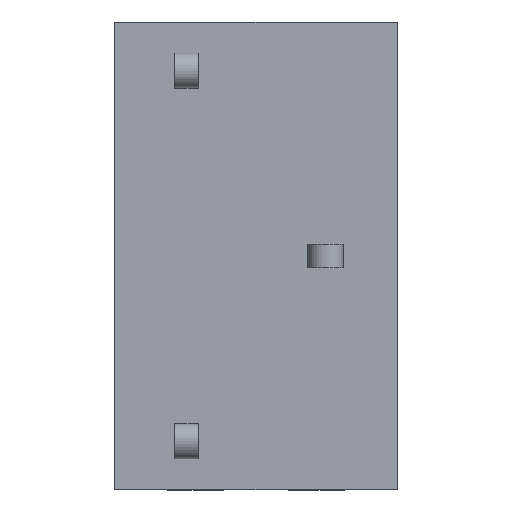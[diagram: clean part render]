
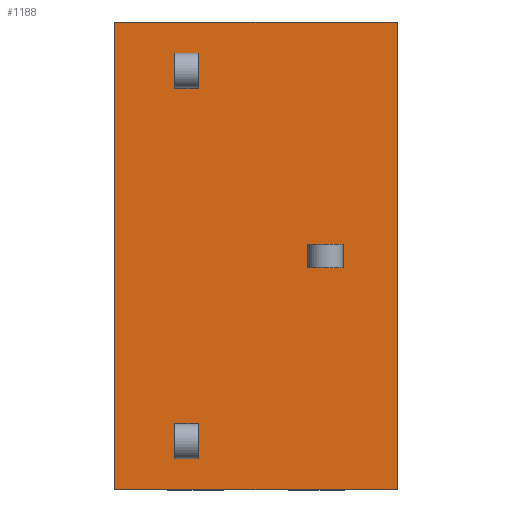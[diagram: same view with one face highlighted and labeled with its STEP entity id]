
A CAD part, front view. The second image highlights one B-rep face of the part: STEP entity #1188.
In plain terms, the highlighted planar face has unit normal (0, -1, 0).
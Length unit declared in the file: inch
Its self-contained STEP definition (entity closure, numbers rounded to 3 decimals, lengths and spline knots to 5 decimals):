
#7 = EDGE_CURVE ( 'NONE', #2017, #1744, #79, .T. ) ;
#13 = CARTESIAN_POINT ( 'NONE',  ( 0.1525, 0., -0.2525 ) ) ;
#79 = LINE ( 'NONE', #13, #1787 ) ;
#84 = EDGE_CURVE ( 'NONE', #2031, #2017, #321, .T. ) ;
#163 = DIRECTION ( 'NONE',  ( 0., 0., -1. ) ) ;
#209 = DIRECTION ( 'NONE',  ( 0., 0., 1. ) ) ;
#321 = LINE ( 'NONE', #683, #2013 ) ;
#376 = EDGE_CURVE ( 'NONE', #2327, #2031, #1476, .T. ) ;
#419 = EDGE_LOOP ( 'NONE', ( #2491, #1525, #748, #1880 ) ) ;
#488 = CARTESIAN_POINT ( 'NONE',  ( -0.1525, 0., 0.2525 ) ) ;
#683 = CARTESIAN_POINT ( 'NONE',  ( 0.1525, 0., 0.2525 ) ) ;
#730 = DIRECTION ( 'NONE',  ( 1., 0., 0. ) ) ;
#748 = ORIENTED_EDGE ( 'NONE', *, *, #84, .F. ) ;
#754 = PLANE ( 'NONE',  #2299 ) ;
#765 = DIRECTION ( 'NONE',  ( 0., 1., 0. ) ) ;
#1027 = FACE_OUTER_BOUND ( 'NONE', #419, .T. ) ;
#1061 = CARTESIAN_POINT ( 'NONE',  ( 0.1525, 0., -0.2525 ) ) ;
#1093 = EDGE_CURVE ( 'NONE', #1744, #2327, #1380, .T. ) ;
#1167 = CARTESIAN_POINT ( 'NONE',  ( 0.1525, 0., 0.2525 ) ) ;
#1188 = ADVANCED_FACE ( 'NONE', ( #1027 ), #754, .F. ) ;
#1323 = CARTESIAN_POINT ( 'NONE',  ( 0.1525, 0., 0.2525 ) ) ;
#1380 = LINE ( 'NONE', #1692, #2406 ) ;
#1476 = LINE ( 'NONE', #1167, #2165 ) ;
#1525 = ORIENTED_EDGE ( 'NONE', *, *, #7, .F. ) ;
#1692 = CARTESIAN_POINT ( 'NONE',  ( -0.1525, 0., 0.2525 ) ) ;
#1717 = CARTESIAN_POINT ( 'NONE',  ( -0.1525, 0., -0.2525 ) ) ;
#1744 = VERTEX_POINT ( 'NONE', #1717 ) ;
#1754 = DIRECTION ( 'NONE',  ( 0., 0., 1. ) ) ;
#1787 = VECTOR ( 'NONE', #2727, 39.37008 ) ;
#1880 = ORIENTED_EDGE ( 'NONE', *, *, #376, .F. ) ;
#2013 = VECTOR ( 'NONE', #163, 39.37008 ) ;
#2017 = VERTEX_POINT ( 'NONE', #1061 ) ;
#2031 = VERTEX_POINT ( 'NONE', #1323 ) ;
#2165 = VECTOR ( 'NONE', #730, 39.37008 ) ;
#2299 = AXIS2_PLACEMENT_3D ( 'NONE', #2969, #765, #1754 ) ;
#2327 = VERTEX_POINT ( 'NONE', #488 ) ;
#2406 = VECTOR ( 'NONE', #209, 39.37008 ) ;
#2491 = ORIENTED_EDGE ( 'NONE', *, *, #1093, .F. ) ;
#2727 = DIRECTION ( 'NONE',  ( -1., 0., 0. ) ) ;
#2969 = CARTESIAN_POINT ( 'NONE',  ( 0., 0., 0. ) ) ;
